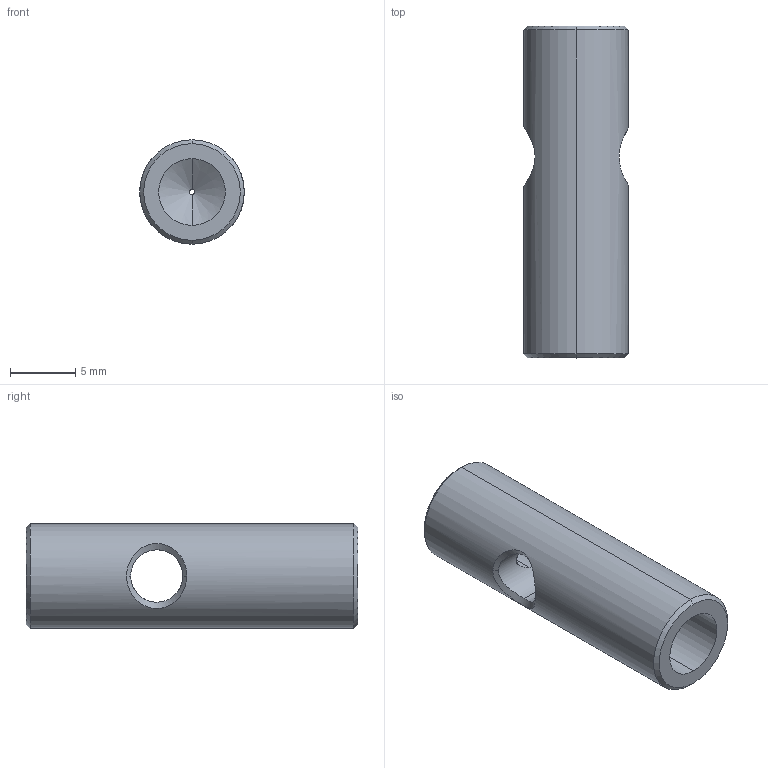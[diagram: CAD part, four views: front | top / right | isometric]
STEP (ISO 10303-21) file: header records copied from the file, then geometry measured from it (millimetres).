
FILE_DESCRIPTION (( 'STEP AP203' ), '1' );
FILE_NAME ('53MPS-1.STEP', '2016-04-28T08:46:54', ( '' ), ( '' ), 'SwSTEP 2.0', 'SolidWorks 2016', '' );
FILE_SCHEMA (( 'CONFIG_CONTROL_DESIGN' ));
Length unit declared in the file: millimetre
Products named in the file (1): 53MPS-1
Bounding box: 8 x 25.4 x 8 mm (x, y, z)
Volume: 843.8 mm3; surface area: 1061.7 mm2
Topology: 1 solids, 1 shells, 23 faces, 52 edges, 31 vertices
Faces by surface type: cone 9, cylinder 8, bspline 4, plane 2
Entity records: 1290 total; most frequent: CARTESIAN_POINT 722, ORIENTED_EDGE 104, DIRECTION 91, EDGE_CURVE 52, AXIS2_PLACEMENT_3D 38, VERTEX_POINT 31, EDGE_LOOP 29, ADVANCED_FACE 23
